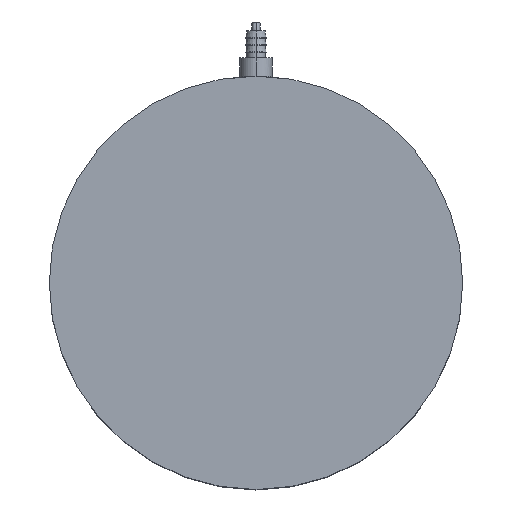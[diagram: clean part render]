
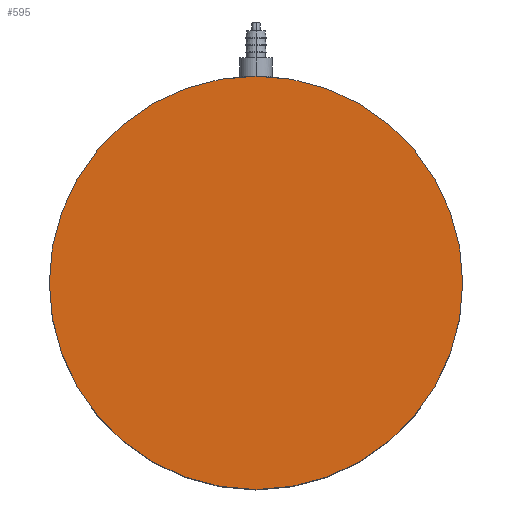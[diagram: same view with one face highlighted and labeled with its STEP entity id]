
A CAD part, top view. The second image highlights one B-rep face of the part: STEP entity #595.
In plain terms, the highlighted planar face has unit normal (0, 0, 1).
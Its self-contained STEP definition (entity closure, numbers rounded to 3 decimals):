
#552 = ORIENTED_EDGE ( 'NONE', *, *, #671, .T. ) ;
#553 = EDGE_LOOP ( 'NONE', ( #587, #552 ) ) ;
#559 = VERTEX_POINT ( 'NONE', #980 ) ;
#583 = EDGE_CURVE ( 'NONE', #559, #586, #1023, .T. ) ;
#586 = VERTEX_POINT ( 'NONE', #1042 ) ;
#587 = ORIENTED_EDGE ( 'NONE', *, *, #583, .T. ) ;
#595 = ADVANCED_FACE ( 'NONE', ( #1038 ), #1037, .T. ) ;
#671 = EDGE_CURVE ( 'NONE', #586, #559, #1227, .T. ) ;
#891 = CARTESIAN_POINT ( 'NONE',  ( 0., -269.641, 150. ) ) ;
#954 = DIRECTION ( 'NONE',  ( 0., 0., 1. ) ) ;
#960 = DIRECTION ( 'NONE',  ( 1., 0., 0. ) ) ;
#980 = CARTESIAN_POINT ( 'NONE',  ( -122.5, 0., 150. ) ) ;
#1019 = DIRECTION ( 'NONE',  ( 1., 0., 0. ) ) ;
#1020 = DIRECTION ( 'NONE',  ( 0., 0., 1. ) ) ;
#1021 = CARTESIAN_POINT ( 'NONE',  ( 0., 0., 150. ) ) ;
#1022 = AXIS2_PLACEMENT_3D ( 'NONE', #1021, #1020, #1019 ) ;
#1023 = CIRCLE ( 'NONE', #1022, 122.5 ) ;
#1036 = AXIS2_PLACEMENT_3D ( 'NONE', #891, #954, #960 ) ;
#1037 = PLANE ( 'NONE',  #1036 ) ;
#1038 = FACE_OUTER_BOUND ( 'NONE', #553, .T. ) ;
#1042 = CARTESIAN_POINT ( 'NONE',  ( 122.5, 0., 150. ) ) ;
#1226 = CARTESIAN_POINT ( 'NONE',  ( 0., 0., 150. ) ) ;
#1227 = CIRCLE ( 'NONE', #1242, 122.5 ) ;
#1241 = DIRECTION ( 'NONE',  ( 1., 0., 0. ) ) ;
#1242 = AXIS2_PLACEMENT_3D ( 'NONE', #1226, #1282, #1241 ) ;
#1282 = DIRECTION ( 'NONE',  ( 0., 0., 1. ) ) ;
